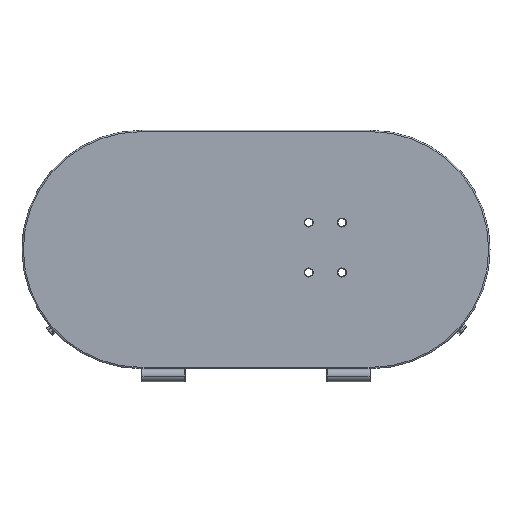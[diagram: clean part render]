
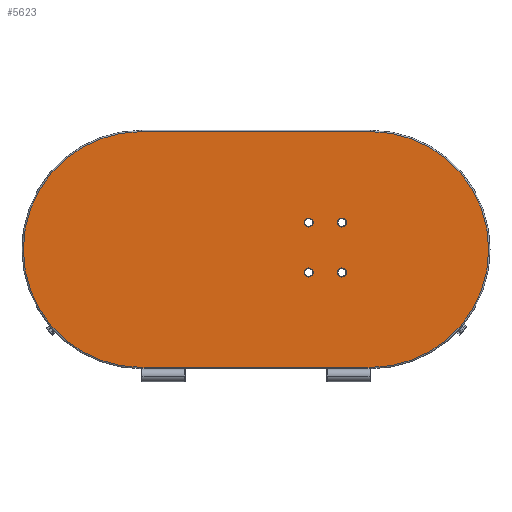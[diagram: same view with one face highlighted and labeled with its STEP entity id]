
A CAD part, top view. The second image highlights one B-rep face of the part: STEP entity #5623.
In plain terms, the highlighted planar face has unit normal (0, 0, 1).
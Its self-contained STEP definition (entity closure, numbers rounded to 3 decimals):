
#173=FACE_BOUND('',#1462,.T.);
#174=FACE_BOUND('',#1463,.T.);
#175=FACE_BOUND('',#1464,.T.);
#176=FACE_BOUND('',#1465,.T.);
#224=PLANE('',#5982);
#332=LINE('',#7695,#694);
#333=LINE('',#7709,#695);
#334=LINE('',#7711,#696);
#335=LINE('',#7713,#697);
#336=LINE('',#7717,#698);
#337=LINE('',#7721,#699);
#338=LINE('',#7725,#700);
#339=LINE('',#7728,#701);
#694=VECTOR('',#6434,10.);
#695=VECTOR('',#6443,10.);
#696=VECTOR('',#6444,10.);
#697=VECTOR('',#6445,10.);
#698=VECTOR('',#6448,10.);
#699=VECTOR('',#6451,10.);
#700=VECTOR('',#6454,10.);
#701=VECTOR('',#6457,10.);
#1122=FACE_OUTER_BOUND('',#1461,.T.);
#1461=EDGE_LOOP('',(#3828,#3829,#3830,#3831,#3832,#3833,#3834,#3835,#3836,
#3837,#3838,#3839,#3840,#3841));
#1462=EDGE_LOOP('',(#3842));
#1463=EDGE_LOOP('',(#3843));
#1464=EDGE_LOOP('',(#3844));
#1465=EDGE_LOOP('',(#3845));
#2131=CIRCLE('',#5976,0.6);
#2134=CIRCLE('',#5981,0.6);
#2135=CIRCLE('',#5983,0.6);
#2136=CIRCLE('',#5984,0.6);
#2137=CIRCLE('',#5985,44.927);
#2138=CIRCLE('',#5986,44.927);
#2139=CIRCLE('',#5987,1.724);
#2140=CIRCLE('',#5988,1.724);
#2141=CIRCLE('',#5989,1.724);
#2142=CIRCLE('',#5990,1.724);
#2350=VERTEX_POINT('',#7677);
#2353=VERTEX_POINT('',#7682);
#2354=VERTEX_POINT('',#7691);
#2356=VERTEX_POINT('',#7697);
#2358=VERTEX_POINT('',#7708);
#2359=VERTEX_POINT('',#7710);
#2360=VERTEX_POINT('',#7712);
#2361=VERTEX_POINT('',#7714);
#2362=VERTEX_POINT('',#7716);
#2363=VERTEX_POINT('',#7718);
#2364=VERTEX_POINT('',#7720);
#2365=VERTEX_POINT('',#7722);
#2366=VERTEX_POINT('',#7724);
#2367=VERTEX_POINT('',#7726);
#2368=VERTEX_POINT('',#7729);
#2369=VERTEX_POINT('',#7731);
#2370=VERTEX_POINT('',#7733);
#2371=VERTEX_POINT('',#7735);
#2933=EDGE_CURVE('',#2353,#2350,#2131,.T.);
#2936=EDGE_CURVE('',#2350,#2354,#332,.T.);
#2939=EDGE_CURVE('',#2354,#2356,#2134,.T.);
#2940=EDGE_CURVE('',#2358,#2353,#333,.T.);
#2941=EDGE_CURVE('',#2359,#2358,#334,.T.);
#2942=EDGE_CURVE('',#2360,#2359,#335,.T.);
#2943=EDGE_CURVE('',#2361,#2360,#2135,.T.);
#2944=EDGE_CURVE('',#2362,#2361,#336,.T.);
#2945=EDGE_CURVE('',#2363,#2362,#2136,.T.);
#2946=EDGE_CURVE('',#2364,#2363,#337,.T.);
#2947=EDGE_CURVE('',#2365,#2364,#2137,.T.);
#2948=EDGE_CURVE('',#2366,#2365,#338,.T.);
#2949=EDGE_CURVE('',#2367,#2366,#2138,.T.);
#2950=EDGE_CURVE('',#2356,#2367,#339,.T.);
#2951=EDGE_CURVE('',#2368,#2368,#2139,.T.);
#2952=EDGE_CURVE('',#2369,#2369,#2140,.T.);
#2953=EDGE_CURVE('',#2370,#2370,#2141,.T.);
#2954=EDGE_CURVE('',#2371,#2371,#2142,.T.);
#3828=ORIENTED_EDGE('',*,*,#2939,.F.);
#3829=ORIENTED_EDGE('',*,*,#2936,.F.);
#3830=ORIENTED_EDGE('',*,*,#2933,.F.);
#3831=ORIENTED_EDGE('',*,*,#2940,.F.);
#3832=ORIENTED_EDGE('',*,*,#2941,.F.);
#3833=ORIENTED_EDGE('',*,*,#2942,.F.);
#3834=ORIENTED_EDGE('',*,*,#2943,.F.);
#3835=ORIENTED_EDGE('',*,*,#2944,.F.);
#3836=ORIENTED_EDGE('',*,*,#2945,.F.);
#3837=ORIENTED_EDGE('',*,*,#2946,.F.);
#3838=ORIENTED_EDGE('',*,*,#2947,.F.);
#3839=ORIENTED_EDGE('',*,*,#2948,.F.);
#3840=ORIENTED_EDGE('',*,*,#2949,.F.);
#3841=ORIENTED_EDGE('',*,*,#2950,.F.);
#3842=ORIENTED_EDGE('',*,*,#2951,.F.);
#3843=ORIENTED_EDGE('',*,*,#2952,.F.);
#3844=ORIENTED_EDGE('',*,*,#2953,.F.);
#3845=ORIENTED_EDGE('',*,*,#2954,.F.);
#5623=ADVANCED_FACE('',(#1122,#173,#174,#175,#176),#224,.T.);
#5976=AXIS2_PLACEMENT_3D('',#7689,#6427,#6428);
#5981=AXIS2_PLACEMENT_3D('',#7706,#6439,#6440);
#5982=AXIS2_PLACEMENT_3D('',#7707,#6441,#6442);
#5983=AXIS2_PLACEMENT_3D('',#7715,#6446,#6447);
#5984=AXIS2_PLACEMENT_3D('',#7719,#6449,#6450);
#5985=AXIS2_PLACEMENT_3D('',#7723,#6452,#6453);
#5986=AXIS2_PLACEMENT_3D('',#7727,#6455,#6456);
#5987=AXIS2_PLACEMENT_3D('',#7730,#6458,#6459);
#5988=AXIS2_PLACEMENT_3D('',#7732,#6460,#6461);
#5989=AXIS2_PLACEMENT_3D('',#7734,#6462,#6463);
#5990=AXIS2_PLACEMENT_3D('',#7736,#6464,#6465);
#6427=DIRECTION('center_axis',(0.,0.,
1.));
#6428=DIRECTION('ref_axis',(0.707,0.707,0.));
#6434=DIRECTION('',(-1.,0.,0.));
#6439=DIRECTION('center_axis',(0.,0.,
1.));
#6440=DIRECTION('ref_axis',(-0.707,0.707,0.));
#6441=DIRECTION('center_axis',(0.,0.,
1.));
#6442=DIRECTION('ref_axis',(-1.,0.,0.));
#6443=DIRECTION('',(0.,-1.,0.));
#6444=DIRECTION('',(-1.,0.,0.));
#6445=DIRECTION('',(0.,1.,0.));
#6446=DIRECTION('center_axis',(0.,0.,
1.));
#6447=DIRECTION('ref_axis',(-0.707,0.707,0.));
#6448=DIRECTION('',(-1.,0.,0.));
#6449=DIRECTION('center_axis',(0.,0.,
1.));
#6450=DIRECTION('ref_axis',(0.707,0.707,0.));
#6451=DIRECTION('',(0.,-1.,0.));
#6452=DIRECTION('center_axis',(0.,0.,
-1.));
#6453=DIRECTION('ref_axis',(1.,0.,0.));
#6454=DIRECTION('',(1.,0.,0.));
#6455=DIRECTION('center_axis',(0.,0.,
-1.));
#6456=DIRECTION('ref_axis',(-1.,0.,0.));
#6457=DIRECTION('',(0.,1.,0.));
#6458=DIRECTION('center_axis',(0.,0.,
1.));
#6459=DIRECTION('ref_axis',(1.,0.,0.));
#6460=DIRECTION('center_axis',(0.,0.,
1.));
#6461=DIRECTION('ref_axis',(1.,0.,0.));
#6462=DIRECTION('center_axis',(0.,0.,
1.));
#6463=DIRECTION('ref_axis',(1.,0.,0.));
#6464=DIRECTION('center_axis',(0.,0.,
1.));
#6465=DIRECTION('ref_axis',(1.,0.,0.));
#7677=CARTESIAN_POINT('',(13.509,-58.714,65.779));
#7682=CARTESIAN_POINT('',(13.809,-58.794,65.779));
#7689=CARTESIAN_POINT('Origin',(13.509,-59.314,65.779));
#7691=CARTESIAN_POINT('',(-2.641,-58.714,65.779));
#7695=CARTESIAN_POINT('',(27.309,-58.714,65.779));
#7697=CARTESIAN_POINT('',(-2.941,-58.794,65.779));
#7706=CARTESIAN_POINT('Origin',(-2.641,-59.314,65.779));
#7707=CARTESIAN_POINT('Origin',(40.809,-14.803,65.779));
#7708=CARTESIAN_POINT('',(13.809,-58.514,65.779));
#7709=CARTESIAN_POINT('',(13.809,-39.391,65.779));
#7710=CARTESIAN_POINT('',(67.809,-58.514,65.779));
#7711=CARTESIAN_POINT('',(18.934,-58.514,65.779));
#7712=CARTESIAN_POINT('',(67.809,-58.794,65.779));
#7713=CARTESIAN_POINT('',(67.809,-36.908,65.779));
#7714=CARTESIAN_POINT('',(68.109,-58.714,65.779));
#7715=CARTESIAN_POINT('Origin',(68.109,-59.314,65.779));
#7716=CARTESIAN_POINT('',(84.259,-58.714,65.779));
#7717=CARTESIAN_POINT('',(62.684,-58.714,65.779));
#7718=CARTESIAN_POINT('',(84.559,-58.794,65.779));
#7719=CARTESIAN_POINT('Origin',(84.259,-59.314,65.779));
#7720=CARTESIAN_POINT('',(84.559,-58.514,65.779));
#7721=CARTESIAN_POINT('',(84.559,-39.391,65.779));
#7722=CARTESIAN_POINT('',(84.559,31.339,65.779));
#7723=CARTESIAN_POINT('Origin',(84.559,-13.587,65.779));
#7724=CARTESIAN_POINT('',(-2.941,31.339,65.779));
#7725=CARTESIAN_POINT('',(62.684,31.339,65.779));
#7726=CARTESIAN_POINT('',(-2.941,-58.514,65.779));
#7727=CARTESIAN_POINT('Origin',(-2.941,-13.587,65.779));
#7728=CARTESIAN_POINT('',(-2.941,-36.908,65.779));
#7729=CARTESIAN_POINT('',(75.283,-22.363,65.779));
#7730=CARTESIAN_POINT('Origin',(73.559,-22.363,65.779));
#7731=CARTESIAN_POINT('',(62.583,-3.313,65.779));
#7732=CARTESIAN_POINT('Origin',(60.859,-3.313,65.779));
#7733=CARTESIAN_POINT('',(75.283,-3.313,65.779));
#7734=CARTESIAN_POINT('Origin',(73.559,-3.313,65.779));
#7735=CARTESIAN_POINT('',(62.583,-22.363,65.779));
#7736=CARTESIAN_POINT('Origin',(60.859,-22.363,65.779));
